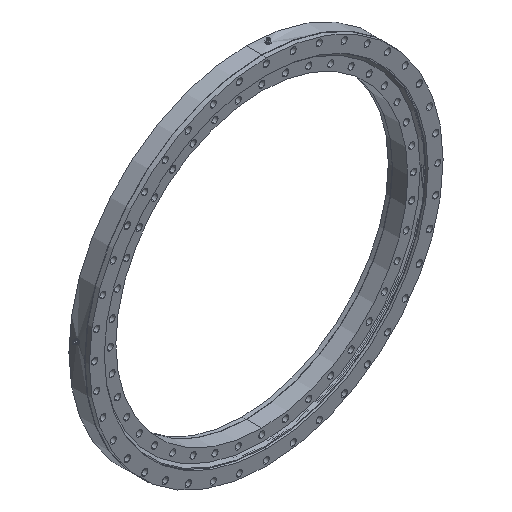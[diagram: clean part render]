
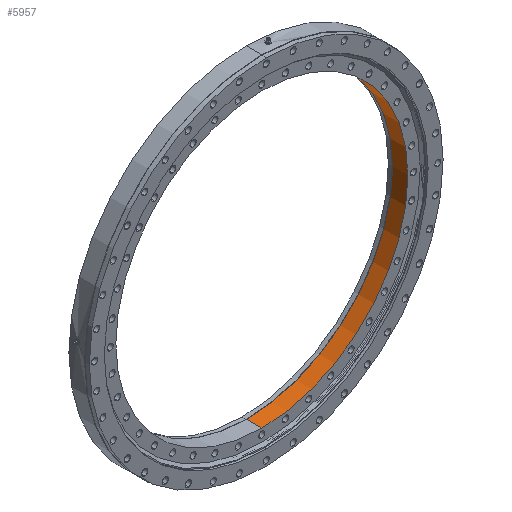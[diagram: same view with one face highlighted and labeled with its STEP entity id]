
A CAD part, isometric view. The second image highlights one B-rep face of the part: STEP entity #5957.
In plain terms, the highlighted cylindrical face has radius 336 mm (diameter 672 mm), a partial arc.
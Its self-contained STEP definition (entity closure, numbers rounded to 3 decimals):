
#123 = CARTESIAN_POINT ( 'NONE',  ( 0., 31.029, 0. ) ) ;
#636 = CARTESIAN_POINT ( 'NONE',  ( 0., -18., 336. ) ) ;
#1034 = AXIS2_PLACEMENT_3D ( 'NONE', #123, #2630, #5095 ) ;
#1218 = VERTEX_POINT ( 'NONE', #636 ) ;
#1505 = VERTEX_POINT ( 'NONE', #10668 ) ;
#1529 = LINE ( 'NONE', #7942, #5669 ) ;
#1773 = DIRECTION ( 'NONE',  ( 0., 1., 0. ) ) ;
#2630 = DIRECTION ( 'NONE',  ( 0., 1., 0. ) ) ;
#2636 = CARTESIAN_POINT ( 'NONE',  ( 0., 18., 336. ) ) ;
#2945 = ORIENTED_EDGE ( 'NONE', *, *, #10706, .F. ) ;
#2950 = CARTESIAN_POINT ( 'NONE',  ( 0., -18., -336. ) ) ;
#3426 = CARTESIAN_POINT ( 'NONE',  ( 0., 31.029, -336. ) ) ;
#3468 = DIRECTION ( 'NONE',  ( 0., 1., 0. ) ) ;
#3915 = VERTEX_POINT ( 'NONE', #2636 ) ;
#4788 = ORIENTED_EDGE ( 'NONE', *, *, #7304, .F. ) ;
#4798 = CARTESIAN_POINT ( 'NONE',  ( 0., 18., 0. ) ) ;
#5095 = DIRECTION ( 'NONE',  ( 0., 0., 1. ) ) ;
#5348 = VERTEX_POINT ( 'NONE', #2950 ) ;
#5368 = EDGE_CURVE ( 'NONE', #1218, #3915, #1529, .T. ) ;
#5624 = DIRECTION ( 'NONE',  ( 0., 0., 1. ) ) ;
#5669 = VECTOR ( 'NONE', #10459, 1000. ) ;
#5957 = ADVANCED_FACE ( 'NONE', ( #7453 ), #7209, .F. ) ;
#6718 = CARTESIAN_POINT ( 'NONE',  ( 0., -18., 0. ) ) ;
#6863 = EDGE_CURVE ( 'NONE', #1218, #5348, #8957, .T. ) ;
#6875 = LINE ( 'NONE', #3426, #8832 ) ;
#7209 = CYLINDRICAL_SURFACE ( 'NONE', #1034, 336. ) ;
#7304 = EDGE_CURVE ( 'NONE', #1505, #3915, #8279, .T. ) ;
#7453 = FACE_OUTER_BOUND ( 'NONE', #7752, .T. ) ;
#7555 = DIRECTION ( 'NONE',  ( 0., 0., 1. ) ) ;
#7752 = EDGE_LOOP ( 'NONE', ( #2945, #9560, #9897, #4788 ) ) ;
#7942 = CARTESIAN_POINT ( 'NONE',  ( 0., 31.029, 336. ) ) ;
#8279 = CIRCLE ( 'NONE', #8315, 336. ) ;
#8315 = AXIS2_PLACEMENT_3D ( 'NONE', #4798, #10603, #5624 ) ;
#8832 = VECTOR ( 'NONE', #3468, 1000. ) ;
#8957 = CIRCLE ( 'NONE', #10431, 336. ) ;
#9560 = ORIENTED_EDGE ( 'NONE', *, *, #6863, .F. ) ;
#9897 = ORIENTED_EDGE ( 'NONE', *, *, #5368, .T. ) ;
#10431 = AXIS2_PLACEMENT_3D ( 'NONE', #6718, #1773, #7555 ) ;
#10459 = DIRECTION ( 'NONE',  ( 0., 1., 0. ) ) ;
#10603 = DIRECTION ( 'NONE',  ( 0., -1., 0. ) ) ;
#10668 = CARTESIAN_POINT ( 'NONE',  ( 0., 18., -336. ) ) ;
#10706 = EDGE_CURVE ( 'NONE', #5348, #1505, #6875, .T. ) ;
